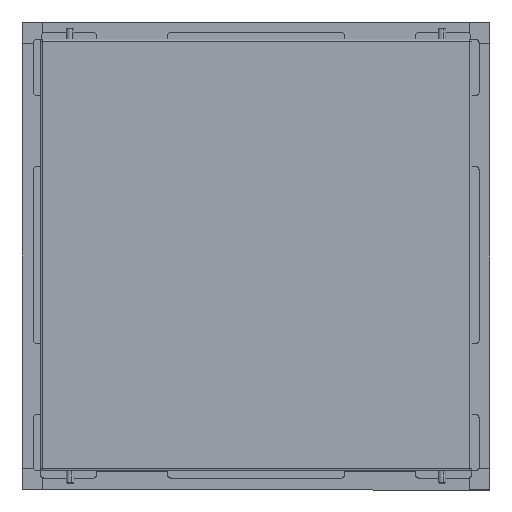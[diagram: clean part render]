
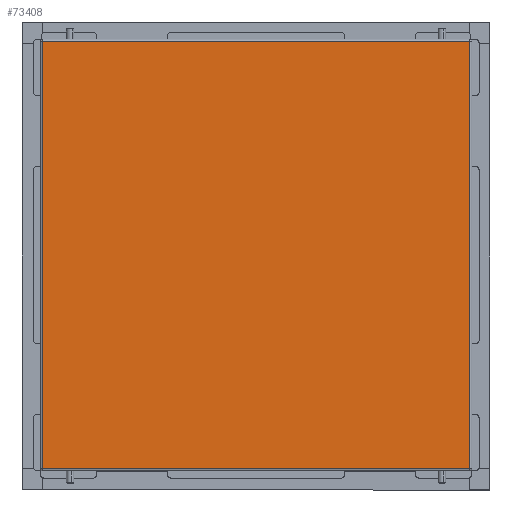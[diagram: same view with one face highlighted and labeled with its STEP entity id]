
A CAD part, front view. The second image highlights one B-rep face of the part: STEP entity #73408.
In plain terms, the highlighted planar face has unit normal (0, -1, 0).
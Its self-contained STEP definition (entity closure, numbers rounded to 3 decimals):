
#1685 = DIRECTION ( 'NONE',  ( -1., 0., 0. ) ) ;
#15191 = EDGE_CURVE ( 'NONE', #185412, #167883, #169437, .T. ) ;
#15518 = CARTESIAN_POINT ( 'NONE',  ( 2.947, 12.148, 521.665 ) ) ;
#23367 = VECTOR ( 'NONE', #53484, 1000. ) ;
#24275 = ORIENTED_EDGE ( 'NONE', *, *, #151891, .T. ) ;
#30817 = DIRECTION ( 'NONE',  ( 0., 0., -1. ) ) ;
#36322 = VECTOR ( 'NONE', #1685, 1000. ) ;
#46247 = ORIENTED_EDGE ( 'NONE', *, *, #15191, .T. ) ;
#53192 = CARTESIAN_POINT ( 'NONE',  ( 0.547, 12.148, 519.265 ) ) ;
#53484 = DIRECTION ( 'NONE',  ( 0., 0., 1. ) ) ;
#55278 = FACE_OUTER_BOUND ( 'NONE', #201222, .T. ) ;
#59656 = DIRECTION ( 'NONE',  ( 0., 0., 1. ) ) ;
#68620 = EDGE_CURVE ( 'NONE', #85870, #102193, #115821, .T. ) ;
#73408 = ADVANCED_FACE ( 'NONE', ( #55278 ), #85987, .F. ) ;
#78182 = ORIENTED_EDGE ( 'NONE', *, *, #68620, .T. ) ;
#84210 = LINE ( 'NONE', #133600, #23367 ) ;
#85870 = VERTEX_POINT ( 'NONE', #98260 ) ;
#85987 = PLANE ( 'NONE',  #89085 ) ;
#89085 = AXIS2_PLACEMENT_3D ( 'NONE', #173671, #141899, #59656 ) ;
#94906 = VECTOR ( 'NONE', #167441, 1000. ) ;
#98260 = CARTESIAN_POINT ( 'NONE',  ( 2.947, 12.148, 4.065 ) ) ;
#101578 = CARTESIAN_POINT ( 'NONE',  ( 0.547, 12.148, 4.065 ) ) ;
#102193 = VERTEX_POINT ( 'NONE', #140081 ) ;
#112229 = ORIENTED_EDGE ( 'NONE', *, *, #114313, .T. ) ;
#114313 = EDGE_CURVE ( 'NONE', #102193, #185412, #84210, .T. ) ;
#115821 = LINE ( 'NONE', #101578, #94906 ) ;
#116248 = LINE ( 'NONE', #15518, #201841 ) ;
#133600 = CARTESIAN_POINT ( 'NONE',  ( 518.147, 12.148, 521.665 ) ) ;
#140081 = CARTESIAN_POINT ( 'NONE',  ( 518.147, 12.148, 4.065 ) ) ;
#141899 = DIRECTION ( 'NONE',  ( 0., 1., 0. ) ) ;
#148036 = CARTESIAN_POINT ( 'NONE',  ( 518.147, 12.148, 519.265 ) ) ;
#151891 = EDGE_CURVE ( 'NONE', #167883, #85870, #116248, .T. ) ;
#167441 = DIRECTION ( 'NONE',  ( 1., 0., 0. ) ) ;
#167883 = VERTEX_POINT ( 'NONE', #170592 ) ;
#169437 = LINE ( 'NONE', #53192, #36322 ) ;
#170592 = CARTESIAN_POINT ( 'NONE',  ( 2.947, 12.148, 519.265 ) ) ;
#173671 = CARTESIAN_POINT ( 'NONE',  ( 0.547, 12.148, 521.665 ) ) ;
#185412 = VERTEX_POINT ( 'NONE', #148036 ) ;
#201222 = EDGE_LOOP ( 'NONE', ( #112229, #46247, #24275, #78182 ) ) ;
#201841 = VECTOR ( 'NONE', #30817, 1000. ) ;
